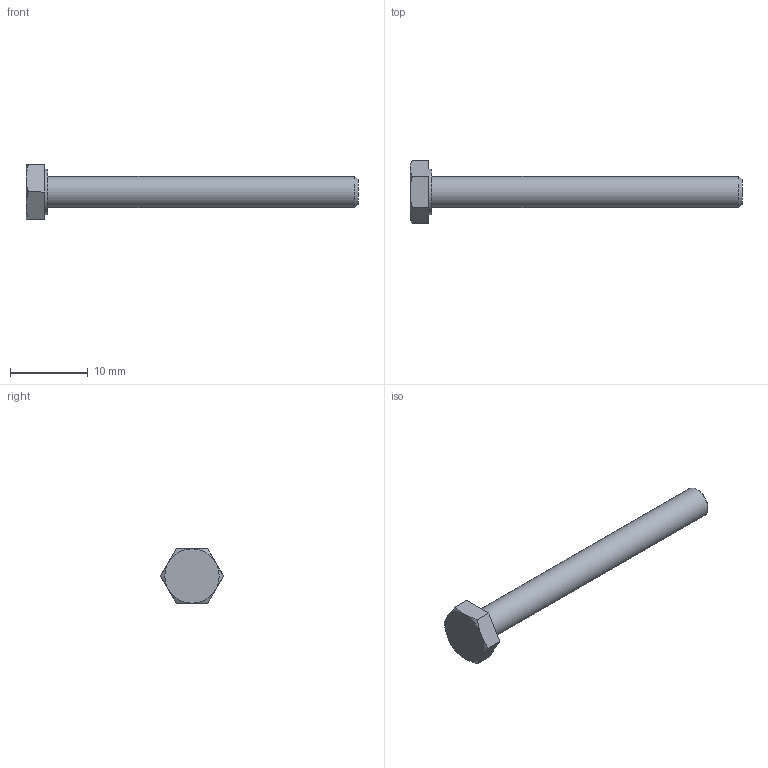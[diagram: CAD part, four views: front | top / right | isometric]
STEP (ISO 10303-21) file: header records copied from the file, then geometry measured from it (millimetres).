
FILE_DESCRIPTION(/* description */ ('Viti a testa esagonale'),/* implementation_level */ '2;1');
FILE_NAME(/* name */ 'ISO 4017 M4 x 40_ipt_68faa3e.STEP',/* time_stamp */ '2020-02-10T12:18:27+01:00',/* author */ ('socci'),/* organization */ (''),/* preprocessor_version */ 'ST-DEVELOPER v18',/* originating_system */ 'Autodesk Inventor 2020',/* authorisation */ '');
FILE_SCHEMA (('AUTOMOTIVE_DESIGN { 1 0 10303 214 3 1 1 }'));
Length unit declared in the file: millimetre
Products named in the file (1): ISO 4017 - M4 x 40(3)
Bounding box: 42.8 x 8.08 x 7 mm (x, y, z)
Volume: 613.9 mm3; surface area: 647.7 mm2
Topology: 1 solids, 1 shells, 19 faces, 42 edges, 27 vertices
Faces by surface type: plane 10, cone 7, cylinder 2
Full cylindrical faces by diameter (mm): 4 x1, 5.88 x1
Entity records: 556 total; most frequent: CARTESIAN_POINT 113, DIRECTION 85, ORIENTED_EDGE 84, EDGE_CURVE 42, AXIS2_PLACEMENT_3D 35, VERTEX_POINT 27, EDGE_LOOP 21, FACE_OUTER_BOUND 19
